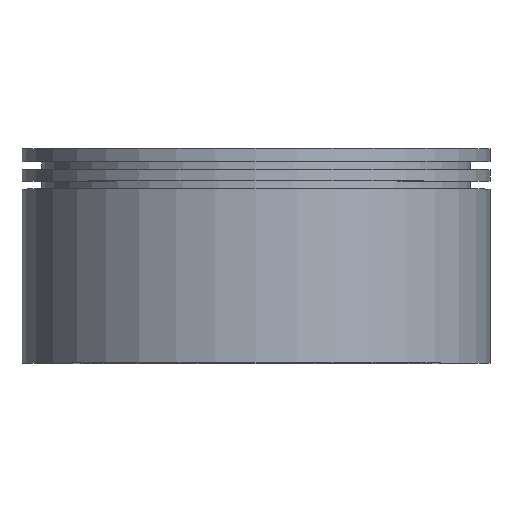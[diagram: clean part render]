
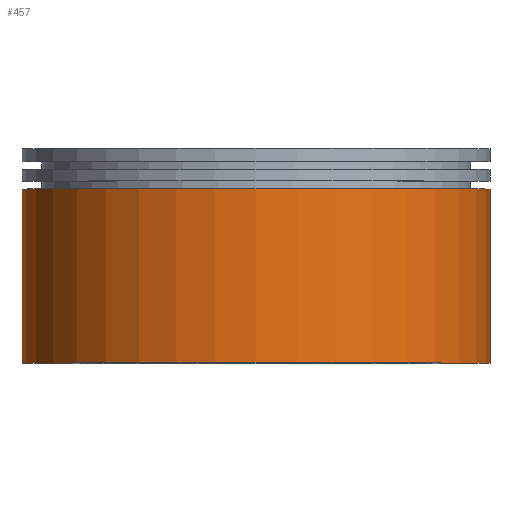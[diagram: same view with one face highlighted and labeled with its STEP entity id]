
A CAD part, top view. The second image highlights one B-rep face of the part: STEP entity #457.
In plain terms, the highlighted cylindrical face has radius 60 mm (diameter 120 mm), a partial arc.
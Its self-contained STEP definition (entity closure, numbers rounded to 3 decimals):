
#26 = CYLINDRICAL_SURFACE ( 'NONE', #102, 60. ) ;
#43 = VECTOR ( 'NONE', #47, 1000. ) ;
#46 = VERTEX_POINT ( 'NONE', #577 ) ;
#47 = DIRECTION ( 'NONE',  ( 0., -1., 0. ) ) ;
#52 = ORIENTED_EDGE ( 'NONE', *, *, #55, .F. ) ;
#55 = EDGE_CURVE ( 'NONE', #46, #80, #165, .T. ) ;
#57 = AXIS2_PLACEMENT_3D ( 'NONE', #175, #131, #96 ) ;
#80 = VERTEX_POINT ( 'NONE', #482 ) ;
#96 = DIRECTION ( 'NONE',  ( 1., 0., 0. ) ) ;
#102 = AXIS2_PLACEMENT_3D ( 'NONE', #570, #334, #523 ) ;
#111 = FACE_OUTER_BOUND ( 'NONE', #342, .T. ) ;
#118 = VERTEX_POINT ( 'NONE', #142 ) ;
#122 = CARTESIAN_POINT ( 'NONE',  ( 60., -1122.094, 0. ) ) ;
#131 = DIRECTION ( 'NONE',  ( 0., -1., 0. ) ) ;
#142 = CARTESIAN_POINT ( 'NONE',  ( -60., -55., 0. ) ) ;
#152 = AXIS2_PLACEMENT_3D ( 'NONE', #226, #448, #222 ) ;
#158 = LINE ( 'NONE', #369, #170 ) ;
#159 = CIRCLE ( 'NONE', #57, 60. ) ;
#165 = LINE ( 'NONE', #122, #43 ) ;
#170 = VECTOR ( 'NONE', #365, 1000. ) ;
#175 = CARTESIAN_POINT ( 'NONE',  ( 0., -10.341, 0. ) ) ;
#184 = EDGE_CURVE ( 'NONE', #515, #118, #158, .T. ) ;
#198 = CIRCLE ( 'NONE', #152, 60. ) ;
#222 = DIRECTION ( 'NONE',  ( 1., 0., 0. ) ) ;
#226 = CARTESIAN_POINT ( 'NONE',  ( 0., -55., 0. ) ) ;
#230 = CARTESIAN_POINT ( 'NONE',  ( -60., -10.341, 0. ) ) ;
#256 = ORIENTED_EDGE ( 'NONE', *, *, #184, .T. ) ;
#290 = EDGE_CURVE ( 'NONE', #46, #515, #159, .T. ) ;
#330 = EDGE_CURVE ( 'NONE', #80, #118, #198, .T. ) ;
#334 = DIRECTION ( 'NONE',  ( 0., -1., 0. ) ) ;
#342 = EDGE_LOOP ( 'NONE', ( #537, #256, #434, #52 ) ) ;
#365 = DIRECTION ( 'NONE',  ( 0., -1., 0. ) ) ;
#369 = CARTESIAN_POINT ( 'NONE',  ( -60., -1122.094, 0. ) ) ;
#434 = ORIENTED_EDGE ( 'NONE', *, *, #330, .F. ) ;
#448 = DIRECTION ( 'NONE',  ( 0., -1., 0. ) ) ;
#457 = ADVANCED_FACE ( 'NONE', ( #111 ), #26, .T. ) ;
#482 = CARTESIAN_POINT ( 'NONE',  ( 60., -55., 0. ) ) ;
#515 = VERTEX_POINT ( 'NONE', #230 ) ;
#523 = DIRECTION ( 'NONE',  ( 1., 0., 0. ) ) ;
#537 = ORIENTED_EDGE ( 'NONE', *, *, #290, .T. ) ;
#570 = CARTESIAN_POINT ( 'NONE',  ( 0., -1122.094, 0. ) ) ;
#577 = CARTESIAN_POINT ( 'NONE',  ( 60., -10.341, 0. ) ) ;
